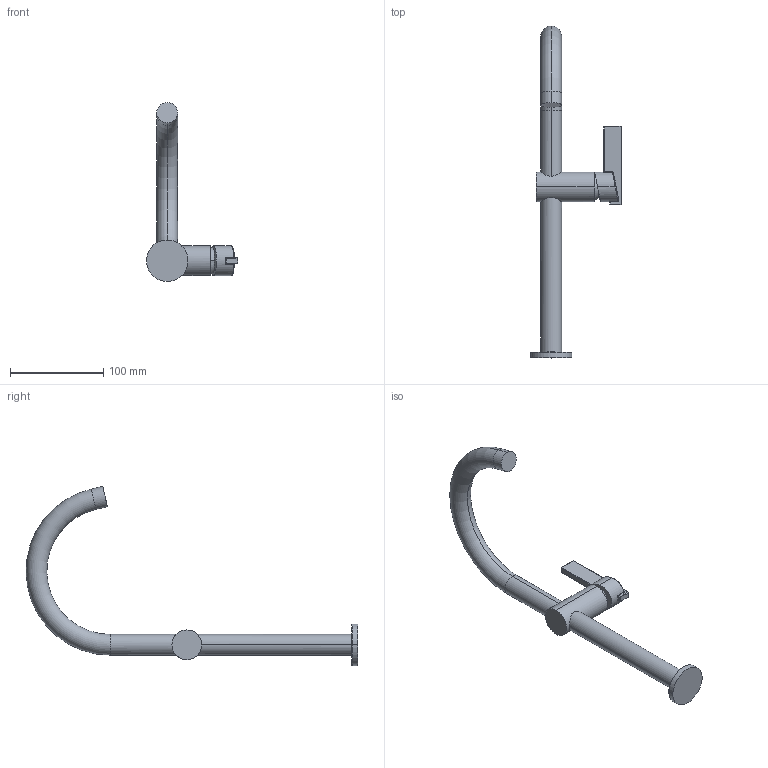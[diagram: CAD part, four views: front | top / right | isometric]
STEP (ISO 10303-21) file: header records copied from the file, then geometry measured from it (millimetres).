
FILE_DESCRIPTION((''),'2;1');
FILE_NAME('2413','2021-05-12T09:58:53',('rsmith'),(''),'CREO PARAMETRIC BY PTC INC, 2018400','CREO PARAMETRIC BY PTC INC, 2018400','');
FILE_SCHEMA(('AUTOMOTIVE_DESIGN { 1 0 10303 214 1 1 1 1 }'));
Length unit declared in the file: inch
Products named in the file (1): 2413
Bounding box: 97.54 x 355.4 x 191.8 mm (x, y, z)
Volume: 266730.8 mm3; surface area: 49949.5 mm2
Topology: 1 solids, 1 shells, 78 faces, 165 edges, 94 vertices
Faces by surface type: cylinder 32, plane 18, bspline 14, sphere 8, torus 6
Entity records: 3938 total; most frequent: CARTESIAN_POINT 1586, DIRECTION 335, ORIENTED_EDGE 330, PRESENTATION_STYLE_ASSIGNMENT 173, STYLED_ITEM 169, CURVE_STYLE 165, EDGE_CURVE 165, COLOUR_RGB 146
